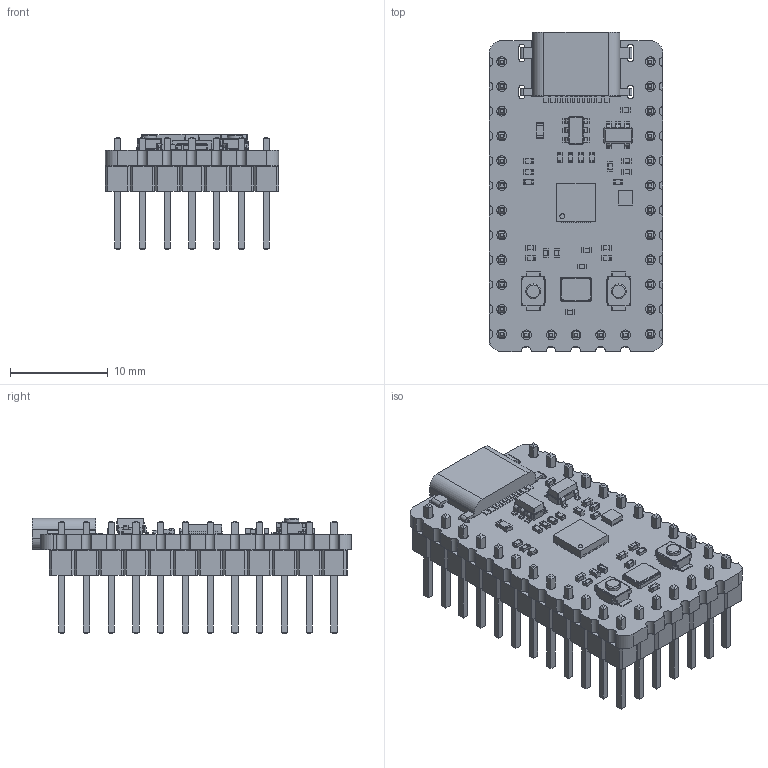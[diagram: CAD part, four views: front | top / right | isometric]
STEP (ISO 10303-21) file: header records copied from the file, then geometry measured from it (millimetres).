
FILE_DESCRIPTION(('KiCad electronic assembly'),'2;1');
FILE_NAME('artemisia.step','2024-04-25T20:32:42',('Pcbnew'),('Kicad'), 'Open CASCADE STEP processor 7.7','KiCad to STEP converter','Unknown' );
FILE_SCHEMA(('AUTOMOTIVE_DESIGN { 1 0 10303 214 1 1 1 1 }'));
Length unit declared in the file: millimetre
Products named in the file (28): artemisia 1; C_0402_1005Metric; R_0402_1005Metric; SOT-23-6; SOT_23_6; USB-C-C168688-reworked; USB-C-C168688 v2; PinHeader_1x05_P2.54mm_Vertical; PinHeader_1x05_P254mm_Vertical; SW_SPST_B3U-1000P; QFN-32-1EP_4x4mm_P0.4mm_EP2.65x2.65mm; QFN-32-1EP_4x4mm_Pitch0.4mm; SOT-23-5; SOT_23_5; Fuse_0603_1608Metric; SK6805-EC15; SK6805-EC15 v5; Crystal_SMD_3225-4Pin_3.2x2.5mm; LED_0402_1005Metric; PinHeader_1x12_P2.54mm_Vertical; PinHeader_1x12_P254mm_Vertical; _autosave-artemisia_PCB
Assembly tree (47 placements, depth 3):
  artemisia 1
    C_0402_1005Metric  x11
      C_0402_1005Metric
    R_0402_1005Metric  x9
      R_0402_1005Metric
    SOT-23-6
      SOT_23_6
    USB-C-C168688-reworked
      USB-C-C168688 v2
    PinHeader_1x05_P2.54mm_Vertical
      PinHeader_1x05_P254mm_Vertical
    SW_SPST_B3U-1000P  x2
      SW_SPST_B3U-1000P
    QFN-32-1EP_4x4mm_P0.4mm_EP2.65x2.65mm
      QFN-32-1EP_4x4mm_Pitch0.4mm
    SOT-23-5
      SOT_23_5
    Fuse_0603_1608Metric
      Fuse_0603_1608Metric
    SK6805-EC15
      SK6805-EC15 v5
    Crystal_SMD_3225-4Pin_3.2x2.5mm
      Crystal_SMD_3225-4Pin_3.2x2.5mm
    LED_0402_1005Metric
      LED_0402_1005Metric
    PinHeader_1x12_P2.54mm_Vertical  x2
      PinHeader_1x12_P254mm_Vertical
    _autosave-artemisia_PCB
Bounding box: 17.78 x 32.73 x 11.83 mm (x, y, z)
Volume: 1502.7 mm3; surface area: 3420 mm2
Topology: 35 solids, 35 shells, 2555 faces, 6559 edges, 4124 vertices
Faces by surface type: plane 1826, cylinder 602, bspline 59, sphere 34, torus 34
Full cylindrical faces by diameter (mm): 0.2 x9, 0.5 x1, 1 x29, 1.5 x2
Entity records: 56224 total; most frequent: CARTESIAN_POINT 8482, ORIENTED_EDGE 7918, DIRECTION 7573, EDGE_CURVE 3959, LINE 3253, VECTOR 3253, VERTEX_POINT 2507, AXIS2_PLACEMENT_3D 2160
